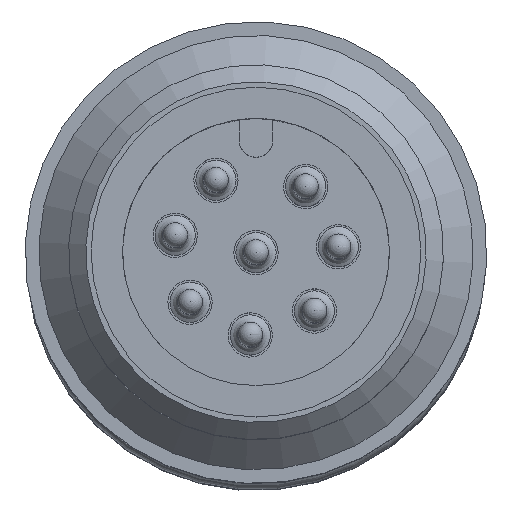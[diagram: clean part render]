
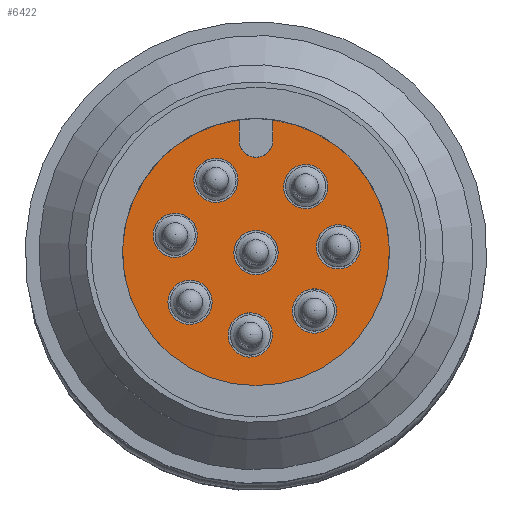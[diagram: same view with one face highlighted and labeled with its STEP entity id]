
A CAD part, top view. The second image highlights one B-rep face of the part: STEP entity #6422.
In plain terms, the highlighted planar face has unit normal (0, 0, 1).
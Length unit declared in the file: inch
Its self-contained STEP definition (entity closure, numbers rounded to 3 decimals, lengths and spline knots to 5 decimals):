
#319=LINE('',#9511,#691);
#320=LINE('',#9514,#692);
#691=VECTOR('',#7645,0.3937);
#692=VECTOR('',#7648,0.3937);
#1065=FACE_BOUND('',#1704,.T.);
#1066=FACE_BOUND('',#1705,.T.);
#1067=FACE_BOUND('',#1706,.T.);
#1068=FACE_BOUND('',#1707,.T.);
#1069=FACE_BOUND('',#1708,.T.);
#1070=FACE_BOUND('',#1709,.T.);
#1071=FACE_BOUND('',#1710,.T.);
#1072=FACE_BOUND('',#1711,.T.);
#1298=FACE_OUTER_BOUND('',#1703,.T.);
#1703=EDGE_LOOP('',(#4075,#4076,#4077,#4078));
#1704=EDGE_LOOP('',(#4079));
#1705=EDGE_LOOP('',(#4080));
#1706=EDGE_LOOP('',(#4081));
#1707=EDGE_LOOP('',(#4082));
#1708=EDGE_LOOP('',(#4083));
#1709=EDGE_LOOP('',(#4084));
#1710=EDGE_LOOP('',(#4085));
#1711=EDGE_LOOP('',(#4086));
#2186=CIRCLE('',#6828,0.0275);
#2199=CIRCLE('',#6846,0.166);
#2201=CIRCLE('',#6849,0.021);
#2202=CIRCLE('',#6850,0.0275);
#2203=CIRCLE('',#6851,0.0275);
#2204=CIRCLE('',#6852,0.0275);
#2205=CIRCLE('',#6853,0.0275);
#2206=CIRCLE('',#6854,0.0275);
#2207=CIRCLE('',#6855,0.0275);
#2208=CIRCLE('',#6856,0.0275);
#2524=VERTEX_POINT('',#9454);
#2546=VERTEX_POINT('',#9502);
#2547=VERTEX_POINT('',#9504);
#2549=VERTEX_POINT('',#9510);
#2550=VERTEX_POINT('',#9512);
#2551=VERTEX_POINT('',#9515);
#2552=VERTEX_POINT('',#9517);
#2553=VERTEX_POINT('',#9519);
#2554=VERTEX_POINT('',#9521);
#2555=VERTEX_POINT('',#9523);
#2556=VERTEX_POINT('',#9525);
#2557=VERTEX_POINT('',#9527);
#3134=EDGE_CURVE('',#2524,#2524,#2186,.T.);
#3156=EDGE_CURVE('',#2546,#2547,#2199,.T.);
#3159=EDGE_CURVE('',#2546,#2549,#319,.T.);
#3160=EDGE_CURVE('',#2549,#2550,#2201,.T.);
#3161=EDGE_CURVE('',#2550,#2547,#320,.T.);
#3162=EDGE_CURVE('',#2551,#2551,#2202,.T.);
#3163=EDGE_CURVE('',#2552,#2552,#2203,.T.);
#3164=EDGE_CURVE('',#2553,#2553,#2204,.T.);
#3165=EDGE_CURVE('',#2554,#2554,#2205,.T.);
#3166=EDGE_CURVE('',#2555,#2555,#2206,.T.);
#3167=EDGE_CURVE('',#2556,#2556,#2207,.T.);
#3168=EDGE_CURVE('',#2557,#2557,#2208,.T.);
#4075=ORIENTED_EDGE('',*,*,#3159,.T.);
#4076=ORIENTED_EDGE('',*,*,#3160,.T.);
#4077=ORIENTED_EDGE('',*,*,#3161,.T.);
#4078=ORIENTED_EDGE('',*,*,#3156,.F.);
#4079=ORIENTED_EDGE('',*,*,#3162,.T.);
#4080=ORIENTED_EDGE('',*,*,#3163,.T.);
#4081=ORIENTED_EDGE('',*,*,#3164,.T.);
#4082=ORIENTED_EDGE('',*,*,#3165,.T.);
#4083=ORIENTED_EDGE('',*,*,#3166,.T.);
#4084=ORIENTED_EDGE('',*,*,#3167,.T.);
#4085=ORIENTED_EDGE('',*,*,#3168,.T.);
#4086=ORIENTED_EDGE('',*,*,#3134,.T.);
#5851=PLANE('',#6848);
#6422=ADVANCED_FACE('',(#1298,#1065,#1066,#1067,#1068,#1069,#1070,#1071,
#1072),#5851,.T.);
#6828=AXIS2_PLACEMENT_3D('',#9455,#7593,#7594);
#6846=AXIS2_PLACEMENT_3D('',#9505,#7638,#7639);
#6848=AXIS2_PLACEMENT_3D('',#9509,#7643,#7644);
#6849=AXIS2_PLACEMENT_3D('',#9513,#7646,#7647);
#6850=AXIS2_PLACEMENT_3D('',#9516,#7649,#7650);
#6851=AXIS2_PLACEMENT_3D('',#9518,#7651,#7652);
#6852=AXIS2_PLACEMENT_3D('',#9520,#7653,#7654);
#6853=AXIS2_PLACEMENT_3D('',#9522,#7655,#7656);
#6854=AXIS2_PLACEMENT_3D('',#9524,#7657,#7658);
#6855=AXIS2_PLACEMENT_3D('',#9526,#7659,#7660);
#6856=AXIS2_PLACEMENT_3D('',#9528,#7661,#7662);
#7593=DIRECTION('center_axis',(0.,0.,
-1.));
#7594=DIRECTION('ref_axis',(1.,0.,0.));
#7638=DIRECTION('center_axis',(0.,0.,
-1.));
#7639=DIRECTION('ref_axis',(1.,0.,0.));
#7643=DIRECTION('center_axis',(0.,0.,
1.));
#7644=DIRECTION('ref_axis',(1.,0.,0.));
#7645=DIRECTION('',(0.,-1.,0.));
#7646=DIRECTION('center_axis',(0.,0.,
-1.));
#7647=DIRECTION('ref_axis',(-1.,0.,0.));
#7648=DIRECTION('',(0.,1.,0.));
#7649=DIRECTION('center_axis',(0.,0.,
-1.));
#7650=DIRECTION('ref_axis',(-0.485,0.875,0.));
#7651=DIRECTION('center_axis',(0.,0.,
-1.));
#7652=DIRECTION('ref_axis',(-0.978,0.208,0.));
#7653=DIRECTION('center_axis',(0.,0.,
-1.));
#7654=DIRECTION('ref_axis',(-0.799,-0.602,0.));
#7655=DIRECTION('center_axis',(0.,0.,
-1.));
#7656=DIRECTION('ref_axis',(-0.07,-0.998,0.));
#7657=DIRECTION('center_axis',(0.,0.,
-1.));
#7658=DIRECTION('ref_axis',(0.707,-0.707,0.));
#7659=DIRECTION('center_axis',(0.,0.,
-1.));
#7660=DIRECTION('ref_axis',(0.998,0.07,0.));
#7661=DIRECTION('center_axis',(0.,0.,
-1.));
#7662=DIRECTION('ref_axis',(0.602,0.799,0.));
#9454=CARTESIAN_POINT('',(0.,0.0275,0.));
#9455=CARTESIAN_POINT('Origin',(0.,0.,
0.));
#9502=CARTESIAN_POINT('',(0.021,0.16467,0.));
#9504=CARTESIAN_POINT('',(-0.021,0.16467,0.));
#9505=CARTESIAN_POINT('Origin',(0.,0.,
0.));
#9509=CARTESIAN_POINT('Origin',(0.,0.166,0.));
#9510=CARTESIAN_POINT('',(0.021,0.139,0.));
#9511=CARTESIAN_POINT('',(0.021,0.1525,0.));
#9512=CARTESIAN_POINT('',(-0.021,0.139,0.));
#9513=CARTESIAN_POINT('Origin',(0.,0.139,0.));
#9514=CARTESIAN_POINT('',(-0.021,0.16533,0.));
#9515=CARTESIAN_POINT('',(-0.06312,0.11388,0.));
#9516=CARTESIAN_POINT('Origin',(-0.04979,0.08983,0.));
#9517=CARTESIAN_POINT('',(-0.12736,0.02707,0.));
#9518=CARTESIAN_POINT('Origin',(-0.10046,0.02135,0.));
#9519=CARTESIAN_POINT('',(-0.10398,-0.07836,0.));
#9520=CARTESIAN_POINT('Origin',(-0.08202,-0.06181,
0.));
#9521=CARTESIAN_POINT('',(-0.00908,-0.12989,0.));
#9522=CARTESIAN_POINT('Origin',(-0.00716,-0.10245,
0.));
#9523=CARTESIAN_POINT('',(0.09207,-0.09207,0.));
#9524=CARTESIAN_POINT('Origin',(0.07262,-0.07262,
0.));
#9525=CARTESIAN_POINT('',(0.12989,0.00908,0.));
#9526=CARTESIAN_POINT('Origin',(0.10245,0.00716,0.));
#9527=CARTESIAN_POINT('',(0.07836,0.10398,0.));
#9528=CARTESIAN_POINT('Origin',(0.06181,0.08202,0.));
